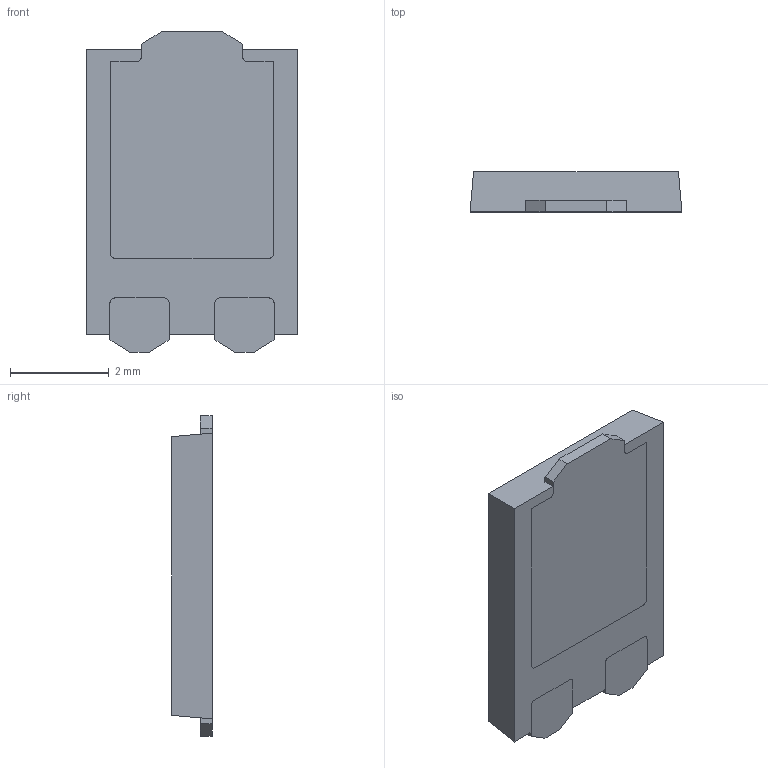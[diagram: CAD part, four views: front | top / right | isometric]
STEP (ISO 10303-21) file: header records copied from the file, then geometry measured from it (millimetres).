
FILE_DESCRIPTION (( 'STEP AP214' ), '1' );
FILE_NAME ('PMEG045V100EPDZ.STEP', '2021-12-06T19:27:55', ( '' ), ( '' ), 'SwSTEP 2.0', 'SolidWorks 2017', '' );
FILE_SCHEMA (( 'AUTOMOTIVE_DESIGN' ));
Length unit declared in the file: millimetre
Products named in the file (1): PMEG045V100EPDZ
Bounding box: 4.3 x 0.82 x 6.5 mm (x, y, z)
Volume: 20.2 mm3; surface area: 107.2 mm2
Topology: 4 solids, 4 shells, 66 faces, 174 edges, 116 vertices
Faces by surface type: plane 50, cylinder 16
Entity records: 2091 total; most frequent: CARTESIAN_POINT 357, ORIENTED_EDGE 348, DIRECTION 340, EDGE_CURVE 174, VECTOR 142, LINE 142, VERTEX_POINT 116, AXIS2_PLACEMENT_3D 99
